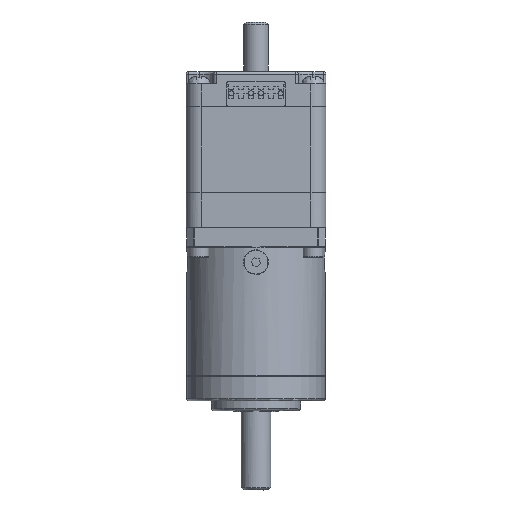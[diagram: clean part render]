
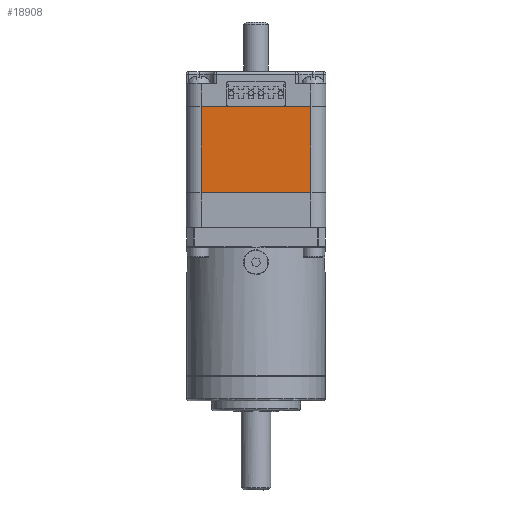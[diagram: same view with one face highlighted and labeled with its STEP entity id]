
A CAD part, front view. The second image highlights one B-rep face of the part: STEP entity #18908.
In plain terms, the highlighted planar face has unit normal (0, -1, 0).
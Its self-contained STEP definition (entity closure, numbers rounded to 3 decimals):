
#185 = DIRECTION ( 'NONE',  ( 1., 0., 0. ) ) ;
#589 = DIRECTION ( 'NONE',  ( 0., 0., 1. ) ) ;
#1408 = VERTEX_POINT ( 'NONE', #4332 ) ;
#1492 = EDGE_CURVE ( 'NONE', #5840, #10304, #20935, .T. ) ;
#2046 = CARTESIAN_POINT ( 'NONE',  ( 11.1, -14.1, 24.4 ) ) ;
#3947 = ORIENTED_EDGE ( 'NONE', *, *, #20340, .F. ) ;
#4005 = ORIENTED_EDGE ( 'NONE', *, *, #19698, .F. ) ;
#4314 = CARTESIAN_POINT ( 'NONE',  ( 0., -14.1, 7.1 ) ) ;
#4332 = CARTESIAN_POINT ( 'NONE',  ( 11.1, -14.1, 7.1 ) ) ;
#5840 = VERTEX_POINT ( 'NONE', #18150 ) ;
#6278 = EDGE_LOOP ( 'NONE', ( #4005, #3947, #21321, #13737 ) ) ;
#6578 = VECTOR ( 'NONE', #185, 1000. ) ;
#6707 = LINE ( 'NONE', #8137, #10843 ) ;
#8137 = CARTESIAN_POINT ( 'NONE',  ( 11.1, -14.1, 31.5 ) ) ;
#8342 = DIRECTION ( 'NONE',  ( 0., 1., 0. ) ) ;
#9940 = DIRECTION ( 'NONE',  ( 0., 0., -1. ) ) ;
#10304 = VERTEX_POINT ( 'NONE', #2046 ) ;
#10843 = VECTOR ( 'NONE', #9940, 1000. ) ;
#11233 = CARTESIAN_POINT ( 'NONE',  ( -11.1, -14.1, 31.5 ) ) ;
#13234 = CARTESIAN_POINT ( 'NONE',  ( 14.1, -14.1, 24.4 ) ) ;
#13737 = ORIENTED_EDGE ( 'NONE', *, *, #1492, .F. ) ;
#14372 = VERTEX_POINT ( 'NONE', #22098 ) ;
#14669 = FACE_OUTER_BOUND ( 'NONE', #6278, .T. ) ;
#15109 = LINE ( 'NONE', #4314, #21979 ) ;
#16900 = PLANE ( 'NONE',  #19801 ) ;
#17536 = VECTOR ( 'NONE', #589, 1000. ) ;
#18150 = CARTESIAN_POINT ( 'NONE',  ( -11.1, -14.1, 24.4 ) ) ;
#18290 = DIRECTION ( 'NONE',  ( -1., 0., 0. ) ) ;
#18402 = EDGE_CURVE ( 'NONE', #10304, #1408, #6707, .T. ) ;
#18727 = CARTESIAN_POINT ( 'NONE',  ( 14.1, -14.1, 31.5 ) ) ;
#18908 = ADVANCED_FACE ( 'NONE', ( #14669 ), #16900, .F. ) ;
#19698 = EDGE_CURVE ( 'NONE', #14372, #5840, #22036, .T. ) ;
#19801 = AXIS2_PLACEMENT_3D ( 'NONE', #18727, #8342, #20421 ) ;
#20340 = EDGE_CURVE ( 'NONE', #1408, #14372, #15109, .T. ) ;
#20421 = DIRECTION ( 'NONE',  ( -1., 0., 0. ) ) ;
#20935 = LINE ( 'NONE', #13234, #6578 ) ;
#21321 = ORIENTED_EDGE ( 'NONE', *, *, #18402, .F. ) ;
#21979 = VECTOR ( 'NONE', #18290, 1000. ) ;
#22036 = LINE ( 'NONE', #11233, #17536 ) ;
#22098 = CARTESIAN_POINT ( 'NONE',  ( -11.1, -14.1, 7.1 ) ) ;
